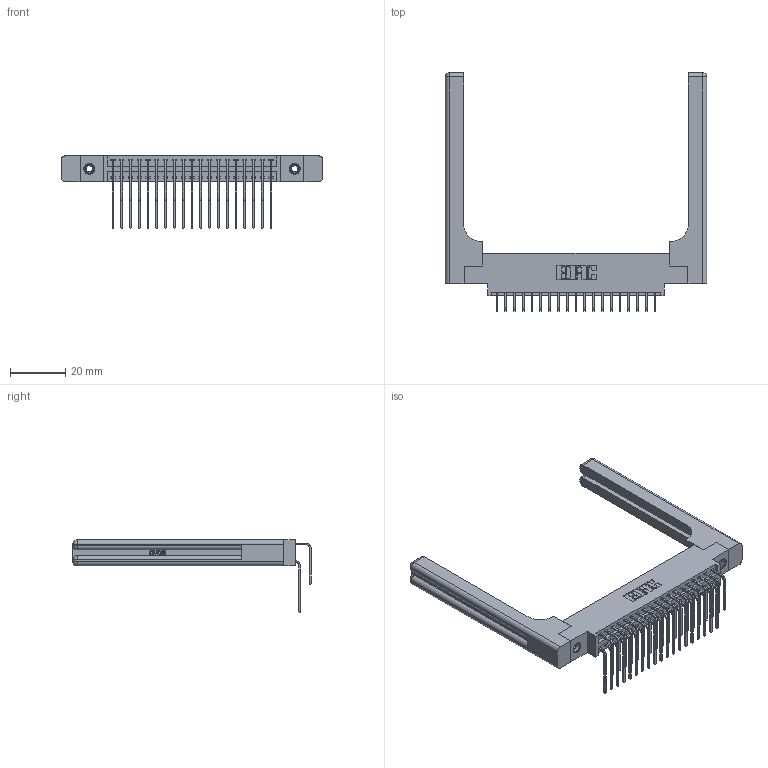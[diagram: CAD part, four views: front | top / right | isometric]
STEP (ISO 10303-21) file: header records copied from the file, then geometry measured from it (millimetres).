
FILE_DESCRIPTION (( 'STEP AP203' ), '1' );
FILE_NAME ('396-038-559-858.STEP', '2019-11-03T07:24:06', ( '' ), ( '' ), 'SwSTEP 2.0', 'SolidWorks 2016', '' );
FILE_SCHEMA (( 'CONFIG_CONTROL_DESIGN' ));
Length unit declared in the file: inch
Products named in the file (6): 346 Part_0.170 Offset - 0.156 Dia-TH; 346-220-058_345-220-058; 345-292-001_559 Tail - 2; 345-292-001_558 559 Tail - 1; 345-250-001_345-250-001-102; 396-038-559-858
Assembly tree (43 placements, depth 2):
  396-038-559-858
    346 Part_0.170 Offset - 0.156 Dia-TH
    345-292-001_558 559 Tail - 1  x19
    345-292-001_559 Tail - 2  x19
    345-250-001_345-250-001-102  x2
    346-220-058_345-220-058  x2
Bounding box: 94.39 x 86.17 x 26.16 mm (x, y, z)
Volume: 16584.1 mm3; surface area: 18337.1 mm2
Topology: 43 solids, 43 shells, 2434 faces, 7125 edges, 4678 vertices
Faces by surface type: plane 1634, cylinder 740, bspline 36, cone 12, sphere 8, torus 4
Entity records: 22594 total; most frequent: CARTESIAN_POINT 4816, ORIENTED_EDGE 3496, DIRECTION 3200, EDGE_CURVE 1748, VECTOR 1408, LINE 1408, VERTEX_POINT 1154, AXIS2_PLACEMENT_3D 896
